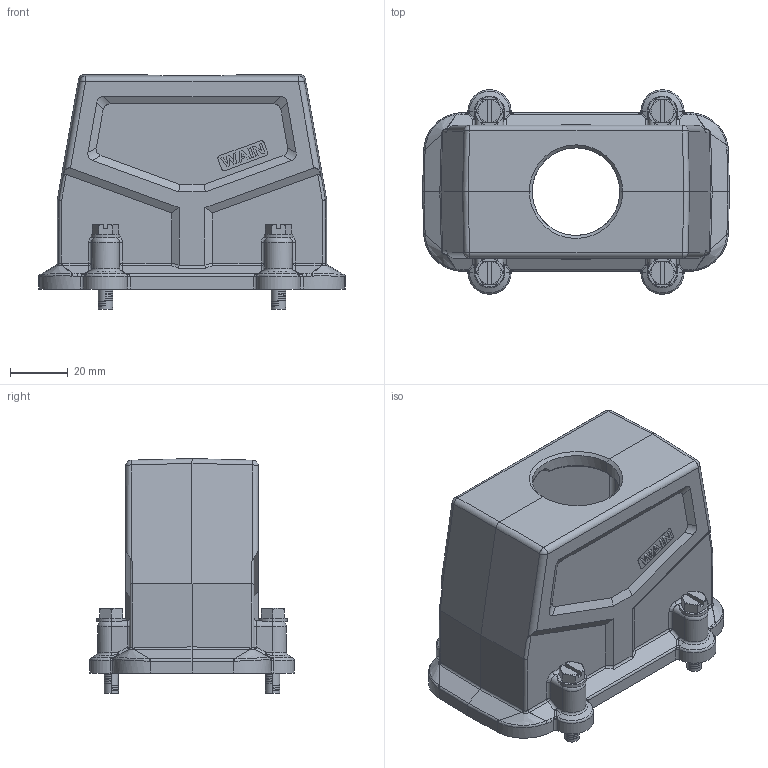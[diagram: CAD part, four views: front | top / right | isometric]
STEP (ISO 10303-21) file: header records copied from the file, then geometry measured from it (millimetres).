
FILE_DESCRIPTION((''),'2;1');
FILE_NAME('EMC_W16B-TEH-4S-M32_ASM_4_ASM','2020-11-11T',('lj.zou'),(''),'PRO/ENGINEER BY PARAMETRIC TECHNOLOGY CORPORATION, 2012480','PRO/ENGINEER BY PARAMETRIC TECHNOLOGY CORPORATION, 2012480','');
FILE_SCHEMA(('CONFIG_CONTROL_DESIGN'));
Length unit declared in the file: millimetre
Products named in the file (1): EMC_W16B-TEH-4S-M32_ASM_4_ASM
Bounding box: 106.5 x 71 x 81.5 mm (x, y, z)
Volume: 109364.2 mm3; surface area: 49103.8 mm2
Topology: 1 solids, 5 shells, 746 faces, 2343 edges, 1602 vertices
Faces by surface type: plane 271, cylinder 219, bspline 93, torus 67, cone 64, sphere 32
Entity records: 32147 total; most frequent: CARTESIAN_POINT 12656, ORIENTED_EDGE 4616, DIRECTION 3369, EDGE_CURVE 2308, VERTEX_POINT 1602, VECTOR 1145, LINE 1145, AXIS2_PLACEMENT_3D 1112
